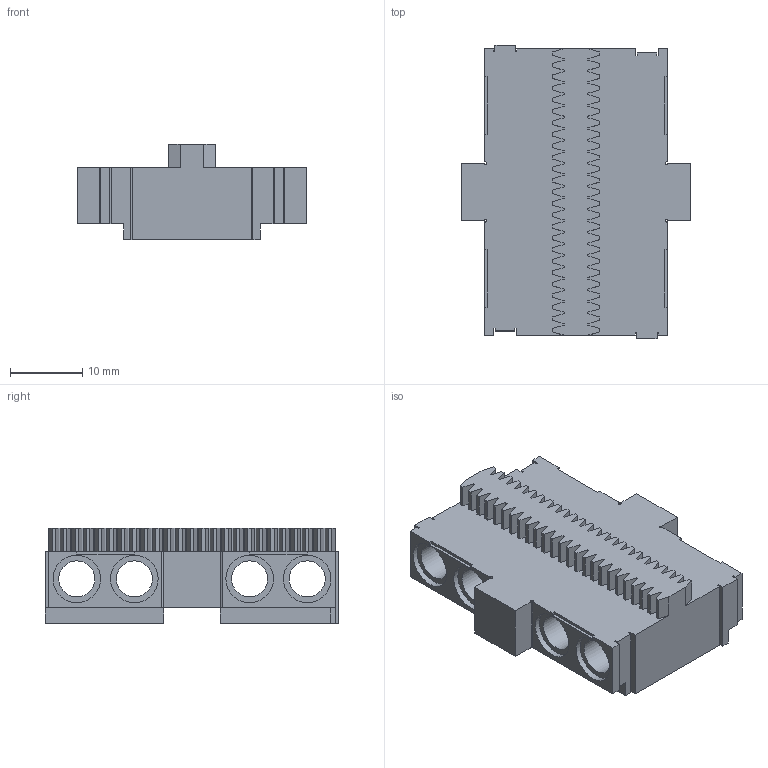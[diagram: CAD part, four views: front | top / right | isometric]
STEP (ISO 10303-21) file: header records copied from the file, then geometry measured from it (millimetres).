
FILE_DESCRIPTION(('Open CASCADE Model'),'2;1');
FILE_NAME('Open CASCADE Shape Model','2025-01-19T18:59:55',('Author'),( 'Open CASCADE'),'Open CASCADE STEP processor 7.7','Open CASCADE 7.7' ,'Unknown');
FILE_SCHEMA(('AUTOMOTIVE_DESIGN { 1 0 10303 214 1 1 1 1 }'));
Length unit declared in the file: millimetre
Products named in the file (1): Open CASCADE STEP translator 7.7 49
Bounding box: 31.8 x 40.8 x 13.2 mm (x, y, z)
Volume: 6509.9 mm3; surface area: 6196.9 mm2
Topology: 1 solids, 1 shells, 398 faces, 1136 edges, 752 vertices
Faces by surface type: plane 366, cylinder 32
Full cylindrical faces by diameter (mm): 5 x8, 6.6 x8
Entity records: 27638 total; most frequent: CARTESIAN_POINT 4727, DIRECTION 4250, LINE 3264, VECTOR 3264, ORIENTED_EDGE 2272, PCURVE 2272, DEFINITIONAL_REPRESENTATION 2272, EDGE_CURVE 1136
